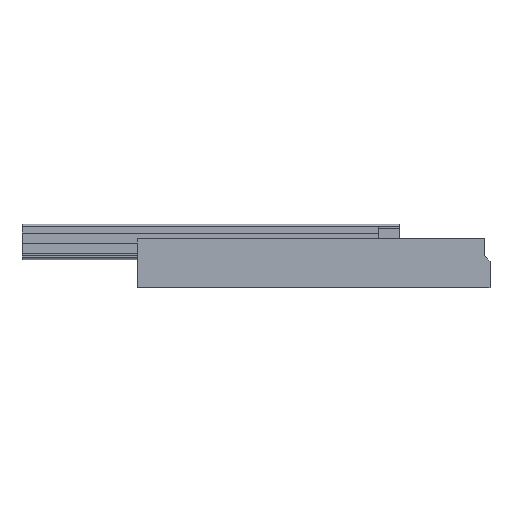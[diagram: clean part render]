
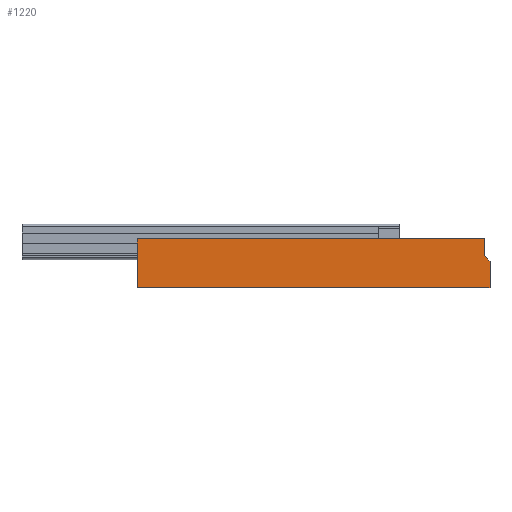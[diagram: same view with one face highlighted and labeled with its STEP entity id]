
A CAD part, front view. The second image highlights one B-rep face of the part: STEP entity #1220.
In plain terms, the highlighted planar face has unit normal (0, -1, 0).
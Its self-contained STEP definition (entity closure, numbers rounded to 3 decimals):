
#93 = LINE ( 'NONE', #2122, #898 ) ;
#423 = ORIENTED_EDGE ( 'NONE', *, *, #5782, .T. ) ;
#476 = ORIENTED_EDGE ( 'NONE', *, *, #5978, .F. ) ;
#505 = PLANE ( 'NONE',  #6578 ) ;
#541 = CARTESIAN_POINT ( 'NONE',  ( 300., 0., 41.5 ) ) ;
#630 = VERTEX_POINT ( 'NONE', #2123 ) ;
#677 = LINE ( 'NONE', #6129, #2196 ) ;
#898 = VECTOR ( 'NONE', #2763, 1000. ) ;
#905 = VERTEX_POINT ( 'NONE', #7915 ) ;
#1220 = ADVANCED_FACE ( 'NONE', ( #7814 ), #505, .F. ) ;
#1491 = LINE ( 'NONE', #4145, #7088 ) ;
#1826 = DIRECTION ( 'NONE',  ( 0., 0., 1. ) ) ;
#1960 = DIRECTION ( 'NONE',  ( 0., 0., -1. ) ) ;
#2122 = CARTESIAN_POINT ( 'NONE',  ( 300., 0., 41.5 ) ) ;
#2123 = CARTESIAN_POINT ( 'NONE',  ( 295., 0., 41.5 ) ) ;
#2196 = VECTOR ( 'NONE', #1960, 1000. ) ;
#2253 = DIRECTION ( 'NONE',  ( -1., 0., 0. ) ) ;
#2623 = EDGE_CURVE ( 'NONE', #4612, #905, #93, .T. ) ;
#2626 = VECTOR ( 'NONE', #8115, 1000. ) ;
#2763 = DIRECTION ( 'NONE',  ( 0., 0., -1. ) ) ;
#2895 = LINE ( 'NONE', #6860, #7919 ) ;
#3062 = LINE ( 'NONE', #6384, #6605 ) ;
#3268 = CARTESIAN_POINT ( 'NONE',  ( 295., 0., 27.5 ) ) ;
#3285 = VERTEX_POINT ( 'NONE', #5335 ) ;
#3789 = ORIENTED_EDGE ( 'NONE', *, *, #7334, .F. ) ;
#3810 = CARTESIAN_POINT ( 'NONE',  ( 290.5, 0., 32. ) ) ;
#3824 = EDGE_CURVE ( 'NONE', #630, #3931, #3062, .T. ) ;
#3931 = VERTEX_POINT ( 'NONE', #3268 ) ;
#4145 = CARTESIAN_POINT ( 'NONE',  ( 300., 0., 41.5 ) ) ;
#4612 = VERTEX_POINT ( 'NONE', #8151 ) ;
#4665 = DIRECTION ( 'NONE',  ( -1., 0., 0. ) ) ;
#4901 = ORIENTED_EDGE ( 'NONE', *, *, #6606, .T. ) ;
#5335 = CARTESIAN_POINT ( 'NONE',  ( 0., 0., 0. ) ) ;
#5362 = ORIENTED_EDGE ( 'NONE', *, *, #3824, .F. ) ;
#5759 = EDGE_LOOP ( 'NONE', ( #5362, #4901, #423, #3789, #6760, #476 ) ) ;
#5782 = EDGE_CURVE ( 'NONE', #8241, #3285, #677, .T. ) ;
#5821 = DIRECTION ( 'NONE',  ( 0., 1., 0. ) ) ;
#5978 = EDGE_CURVE ( 'NONE', #3931, #4612, #6829, .T. ) ;
#6129 = CARTESIAN_POINT ( 'NONE',  ( 0., 0., 41.5 ) ) ;
#6384 = CARTESIAN_POINT ( 'NONE',  ( 295., 0., 41.5 ) ) ;
#6578 = AXIS2_PLACEMENT_3D ( 'NONE', #541, #5821, #1826 ) ;
#6605 = VECTOR ( 'NONE', #8319, 1000. ) ;
#6606 = EDGE_CURVE ( 'NONE', #630, #8241, #1491, .T. ) ;
#6760 = ORIENTED_EDGE ( 'NONE', *, *, #2623, .F. ) ;
#6829 = LINE ( 'NONE', #3810, #2626 ) ;
#6839 = CARTESIAN_POINT ( 'NONE',  ( 0., 0., 41.5 ) ) ;
#6860 = CARTESIAN_POINT ( 'NONE',  ( 300., 0., 0. ) ) ;
#7088 = VECTOR ( 'NONE', #4665, 1000. ) ;
#7334 = EDGE_CURVE ( 'NONE', #905, #3285, #2895, .T. ) ;
#7814 = FACE_OUTER_BOUND ( 'NONE', #5759, .T. ) ;
#7915 = CARTESIAN_POINT ( 'NONE',  ( 300., 0., 0. ) ) ;
#7919 = VECTOR ( 'NONE', #2253, 1000. ) ;
#8115 = DIRECTION ( 'NONE',  ( 0.707, 0., -0.707 ) ) ;
#8151 = CARTESIAN_POINT ( 'NONE',  ( 300., 0., 22.5 ) ) ;
#8241 = VERTEX_POINT ( 'NONE', #6839 ) ;
#8319 = DIRECTION ( 'NONE',  ( 0., 0., -1. ) ) ;
